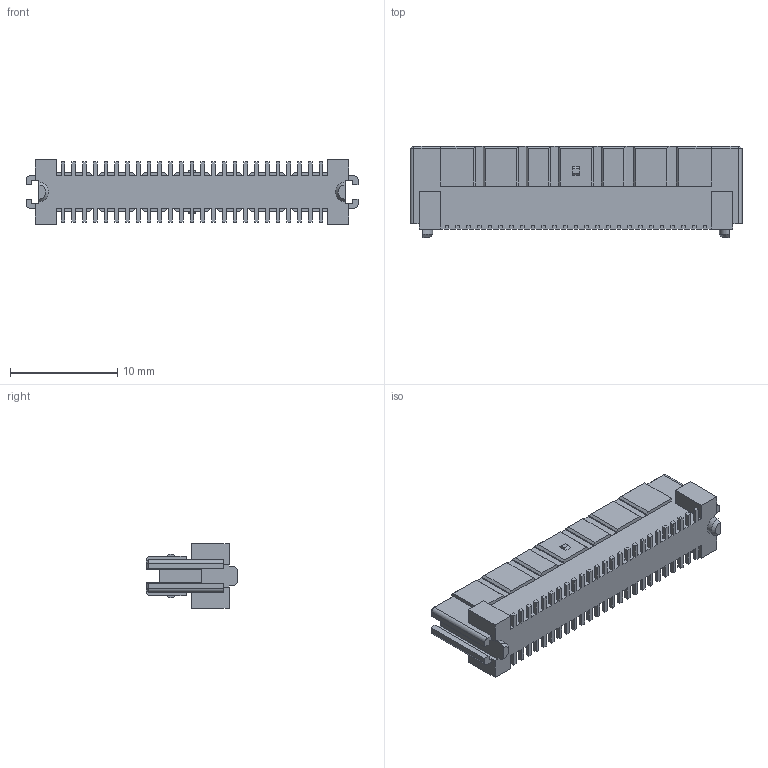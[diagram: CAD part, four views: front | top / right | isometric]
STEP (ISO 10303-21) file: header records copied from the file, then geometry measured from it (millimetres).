
FILE_DESCRIPTION((''),'2;1');
FILE_NAME('526020579','2019-06-05T',('gga'),(''),'PRO/ENGINEER BY PARAMETRIC TECHNOLOGY CORPORATION, 2016010','PRO/ENGINEER BY PARAMETRIC TECHNOLOGY CORPORATION, 2016010','');
FILE_SCHEMA(('CONFIG_CONTROL_DESIGN'));
Length unit declared in the file: millimetre
Products named in the file (1): 526020579
Bounding box: 30.9 x 8.5 x 6 mm (x, y, z)
Volume: 640.5 mm3; surface area: 1262.7 mm2
Topology: 1 solids, 1 shells, 800 faces, 2548 edges, 1752 vertices
Faces by surface type: plane 788, cone 6, cylinder 6
Entity records: 27261 total; most frequent: CARTESIAN_POINT 4897, ORIENTED_EDGE 4688, DIRECTION 4172, VECTOR 2526, LINE 2526, EDGE_CURVE 2344, VERTEX_POINT 1548, AXIS2_PLACEMENT_3D 823
